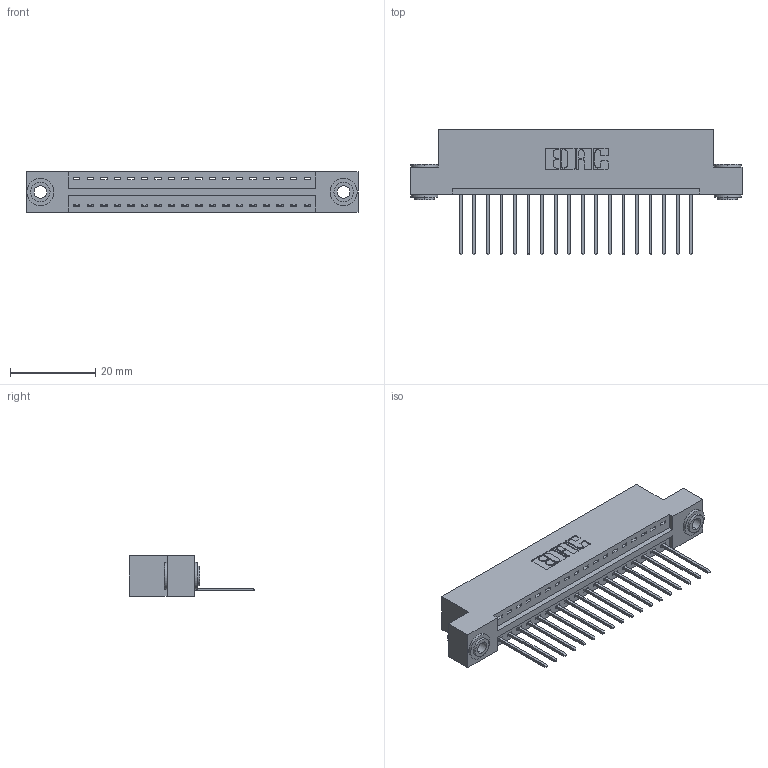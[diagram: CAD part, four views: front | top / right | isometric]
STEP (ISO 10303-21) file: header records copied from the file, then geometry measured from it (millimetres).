
FILE_DESCRIPTION (( 'STEP AP203' ), '1' );
FILE_NAME ('396-018-540-103.STEP', '2018-09-01T02:19:58', ( '' ), ( '' ), 'SwSTEP 2.0', 'SolidWorks 2016', '' );
FILE_SCHEMA (( 'CONFIG_CONTROL_DESIGN' ));
Length unit declared in the file: inch
Products named in the file (4): 346 Part_Flush Mounting Lugs - 0.156 Dia-TH; 345-292-001_345-293-140; 345-250-002_345-250-002-102; 396-018-540-103
Assembly tree (21 placements, depth 2):
  396-018-540-103
    346 Part_Flush Mounting Lugs - 0.156 Dia-TH
    345-292-001_345-293-140  x18
    345-250-002_345-250-002-102  x2
Bounding box: 77.72 x 29.46 x 9.4 mm (x, y, z)
Volume: 7318.3 mm3; surface area: 9285.1 mm2
Topology: 21 solids, 21 shells, 1204 faces, 3573 edges, 2354 vertices
Faces by surface type: plane 806, cylinder 390, cone 8
Entity records: 15070 total; most frequent: CARTESIAN_POINT 2569, ORIENTED_EDGE 2514, DIRECTION 2327, EDGE_CURVE 1257, VECTOR 1029, LINE 1029, VERTEX_POINT 834, AXIS2_PLACEMENT_3D 649
